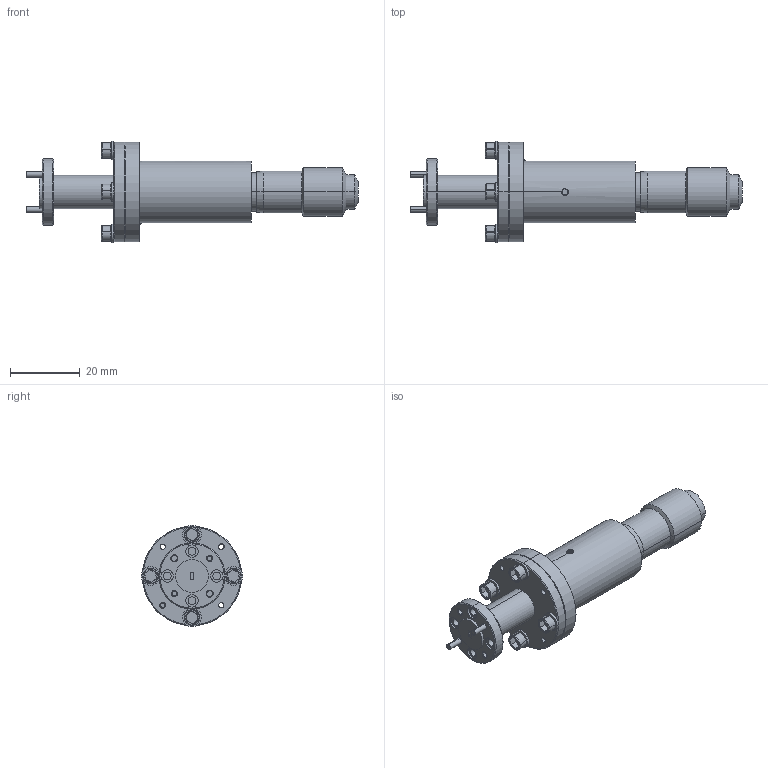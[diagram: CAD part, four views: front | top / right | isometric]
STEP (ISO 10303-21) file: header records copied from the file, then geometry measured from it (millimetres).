
FILE_DESCRIPTION (( 'STEP AP203' ), '1' );
FILE_NAME ('SWL-0820-T1.STEP', '2019-06-10T19:36:07', ( '' ), ( '' ), 'SwSTEP 2.0', 'SolidWorks 2016', '' );
FILE_SCHEMA (( 'CONFIG_CONTROL_DESIGN' ));
Length unit declared in the file: inch
Products named in the file (1): SWL-0820-T1
Bounding box: 95.36 x 29.15 x 29.15 mm (x, y, z)
Volume: 18597 mm3; surface area: 7462.5 mm2
Topology: 12 solids, 12 shells, 477 faces, 1167 edges, 748 vertices
Faces by surface type: cylinder 289, plane 108, cone 52, bspline 20, torus 8
Entity records: 31887 total; most frequent: CARTESIAN_POINT 21469, ORIENTED_EDGE 2334, DIRECTION 1980, EDGE_CURVE 1167, AXIS2_PLACEMENT_3D 756, VERTEX_POINT 748, EDGE_LOOP 543, ADVANCED_FACE 477
